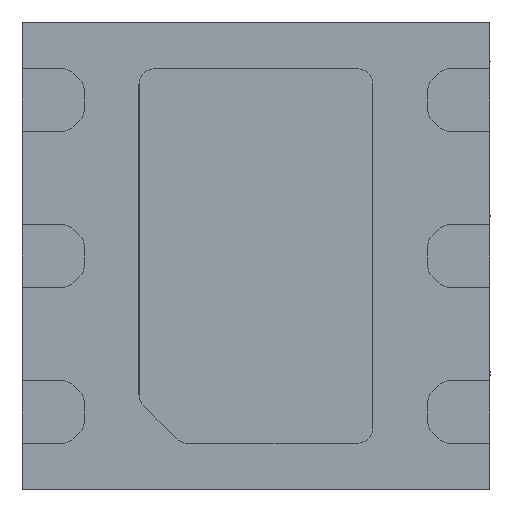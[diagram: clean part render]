
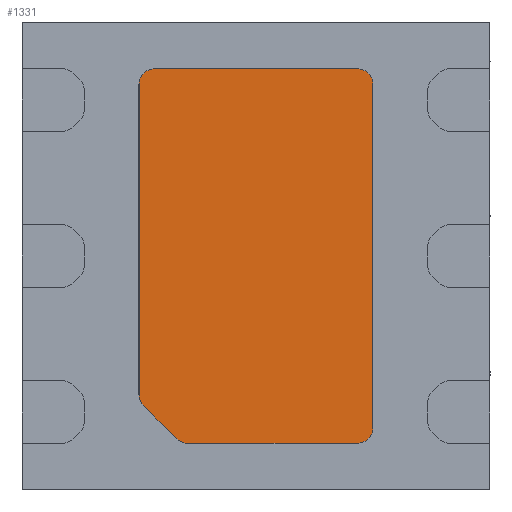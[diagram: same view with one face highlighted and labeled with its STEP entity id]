
A CAD part, front view. The second image highlights one B-rep face of the part: STEP entity #1331.
In plain terms, the highlighted planar face has unit normal (0, -1, 0).
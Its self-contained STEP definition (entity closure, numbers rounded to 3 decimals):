
#1331 = ADVANCED_FACE ( 'NONE', ( #1881 ), #8983, .F. ) ;
#1881 = FACE_OUTER_BOUND ( 'NONE', #9657, .T. ) ;
#1992 = EDGE_CURVE ( 'NONE', #3296, #3339, #8143, .T. ) ;
#2927 = CARTESIAN_POINT ( 'NONE',  ( -15.85, 0., -15.4 ) ) ;
#2928 = DIRECTION ( 'NONE',  ( 0., -1., 0. ) ) ;
#2929 = DIRECTION ( 'NONE',  ( 0., 0., 1. ) ) ;
#2948 = EDGE_CURVE ( 'NONE', #3392, #3321, #8145, .T. ) ;
#2949 = EDGE_CURVE ( 'NONE', #3427, #3296, #8148, .T. ) ;
#3277 = VERTEX_POINT ( 'NONE', #12411 ) ;
#3296 = VERTEX_POINT ( 'NONE', #12430 ) ;
#3321 = VERTEX_POINT ( 'NONE', #12455 ) ;
#3322 = VERTEX_POINT ( 'NONE', #12456 ) ;
#3327 = VERTEX_POINT ( 'NONE', #12461 ) ;
#3335 = VERTEX_POINT ( 'NONE', #12469 ) ;
#3339 = VERTEX_POINT ( 'NONE', #12473 ) ;
#3346 = VERTEX_POINT ( 'NONE', #12480 ) ;
#3392 = VERTEX_POINT ( 'NONE', #12526 ) ;
#3427 = VERTEX_POINT ( 'NONE', #12561 ) ;
#3940 = AXIS2_PLACEMENT_3D ( 'NONE', #7313, #7314, #7315 ) ;
#3956 = EDGE_CURVE ( 'NONE', #3327, #3322, #8179, .T. ) ;
#3977 = AXIS2_PLACEMENT_3D ( 'NONE', #2927, #2928, #2929 ) ;
#3986 = EDGE_CURVE ( 'NONE', #3335, #3392, #8184, .T. ) ;
#3990 = EDGE_CURVE ( 'NONE', #3322, #3335, #8190, .T. ) ;
#4993 = LINE ( 'NONE', #7259, #4994 ) ;
#4994 = VECTOR ( 'NONE', #7260, 1000. ) ;
#4997 = LINE ( 'NONE', #7307, #4998 ) ;
#4998 = VECTOR ( 'NONE', #7308, 1000. ) ;
#5004 = CIRCLE ( 'NONE', #3940, 0.1 ) ;
#5332 = CIRCLE ( 'NONE', #3977, 0.1 ) ;
#7259 = CARTESIAN_POINT ( 'NONE',  ( -16.98, 0., -17.7 ) ) ;
#7260 = DIRECTION ( 'NONE',  ( 1., 0., 0. ) ) ;
#7307 = CARTESIAN_POINT ( 'NONE',  ( -17.25, 0., -15.3 ) ) ;
#7308 = DIRECTION ( 'NONE',  ( -1., 0., 0. ) ) ;
#7313 = CARTESIAN_POINT ( 'NONE',  ( -16.939, 0., -17.6 ) ) ;
#7314 = DIRECTION ( 'NONE',  ( 0., -1., 0. ) ) ;
#7315 = DIRECTION ( 'NONE',  ( 0., 0., 1. ) ) ;
#8143 = LINE ( 'NONE', #12086, #8144 ) ;
#8144 = VECTOR ( 'NONE', #12087, 1000. ) ;
#8145 = LINE ( 'NONE', #12088, #8146 ) ;
#8146 = VECTOR ( 'NONE', #12089, 1000. ) ;
#8148 = CIRCLE ( 'NONE', #13515, 0.1 ) ;
#8179 = CIRCLE ( 'NONE', #13516, 0.1 ) ;
#8184 = CIRCLE ( 'NONE', #13517, 0.1 ) ;
#8190 = LINE ( 'NONE', #12619, #8191 ) ;
#8191 = VECTOR ( 'NONE', #12620, 1000. ) ;
#8983 = PLANE ( 'NONE',  #13451 ) ;
#8984 = CARTESIAN_POINT ( 'NONE',  ( 162.5, 0., 27.55 ) ) ;
#8985 = DIRECTION ( 'NONE',  ( 0., 1., 0. ) ) ;
#8986 = DIRECTION ( 'NONE',  ( 0., 0., 1. ) ) ;
#9414 = EDGE_CURVE ( 'NONE', #3346, #3427, #4993, .T. ) ;
#9460 = EDGE_CURVE ( 'NONE', #3277, #3327, #4997, .T. ) ;
#9463 = EDGE_CURVE ( 'NONE', #3321, #3346, #5004, .T. ) ;
#9657 = EDGE_LOOP ( 'NONE', ( #10745, #10746, #10747, #10748, #10749, #10750, #10751, #10752, #10753, #10754 ) ) ;
#10745 = ORIENTED_EDGE ( 'NONE', *, *, #9460, .T. ) ;
#10746 = ORIENTED_EDGE ( 'NONE', *, *, #3956, .T. ) ;
#10747 = ORIENTED_EDGE ( 'NONE', *, *, #3990, .T. ) ;
#10748 = ORIENTED_EDGE ( 'NONE', *, *, #3986, .T. ) ;
#10749 = ORIENTED_EDGE ( 'NONE', *, *, #2948, .T. ) ;
#10750 = ORIENTED_EDGE ( 'NONE', *, *, #9463, .T. ) ;
#10751 = ORIENTED_EDGE ( 'NONE', *, *, #9414, .T. ) ;
#10752 = ORIENTED_EDGE ( 'NONE', *, *, #2949, .T. ) ;
#10753 = ORIENTED_EDGE ( 'NONE', *, *, #1992, .T. ) ;
#10754 = ORIENTED_EDGE ( 'NONE', *, *, #13815, .T. ) ;
#12086 = CARTESIAN_POINT ( 'NONE',  ( -15.75, 0., -17.7 ) ) ;
#12087 = DIRECTION ( 'NONE',  ( 0., 0., 1. ) ) ;
#12088 = CARTESIAN_POINT ( 'NONE',  ( -16.98, 0., -17.7 ) ) ;
#12089 = DIRECTION ( 'NONE',  ( 0.707, 0., -0.707 ) ) ;
#12090 = CARTESIAN_POINT ( 'NONE',  ( -15.85, 0., -17.6 ) ) ;
#12091 = DIRECTION ( 'NONE',  ( 0., -1., 0. ) ) ;
#12092 = DIRECTION ( 'NONE',  ( 0., 0., 1. ) ) ;
#12411 = CARTESIAN_POINT ( 'NONE',  ( -15.85, 0., -15.3 ) ) ;
#12430 = CARTESIAN_POINT ( 'NONE',  ( -15.75, 0., -17.6 ) ) ;
#12455 = CARTESIAN_POINT ( 'NONE',  ( -17.009, 0., -17.671 ) ) ;
#12456 = CARTESIAN_POINT ( 'NONE',  ( -17.25, 0., -15.4 ) ) ;
#12461 = CARTESIAN_POINT ( 'NONE',  ( -17.15, 0., -15.3 ) ) ;
#12469 = CARTESIAN_POINT ( 'NONE',  ( -17.25, 0., -17.389 ) ) ;
#12473 = CARTESIAN_POINT ( 'NONE',  ( -15.75, 0., -15.4 ) ) ;
#12480 = CARTESIAN_POINT ( 'NONE',  ( -16.939, 0., -17.7 ) ) ;
#12526 = CARTESIAN_POINT ( 'NONE',  ( -17.221, 0., -17.459 ) ) ;
#12561 = CARTESIAN_POINT ( 'NONE',  ( -15.85, 0., -17.7 ) ) ;
#12603 = CARTESIAN_POINT ( 'NONE',  ( -17.15, 0., -15.4 ) ) ;
#12604 = DIRECTION ( 'NONE',  ( 0., -1., 0. ) ) ;
#12605 = DIRECTION ( 'NONE',  ( 0., 0., 1. ) ) ;
#12610 = CARTESIAN_POINT ( 'NONE',  ( -17.15, 0., -17.389 ) ) ;
#12611 = DIRECTION ( 'NONE',  ( 0., -1., 0. ) ) ;
#12612 = DIRECTION ( 'NONE',  ( 0., 0., 1. ) ) ;
#12619 = CARTESIAN_POINT ( 'NONE',  ( -17.25, 0., -17.43 ) ) ;
#12620 = DIRECTION ( 'NONE',  ( 0., 0., -1. ) ) ;
#13451 = AXIS2_PLACEMENT_3D ( 'NONE', #8984, #8985, #8986 ) ;
#13515 = AXIS2_PLACEMENT_3D ( 'NONE', #12090, #12091, #12092 ) ;
#13516 = AXIS2_PLACEMENT_3D ( 'NONE', #12603, #12604, #12605 ) ;
#13517 = AXIS2_PLACEMENT_3D ( 'NONE', #12610, #12611, #12612 ) ;
#13815 = EDGE_CURVE ( 'NONE', #3339, #3277, #5332, .T. ) ;
